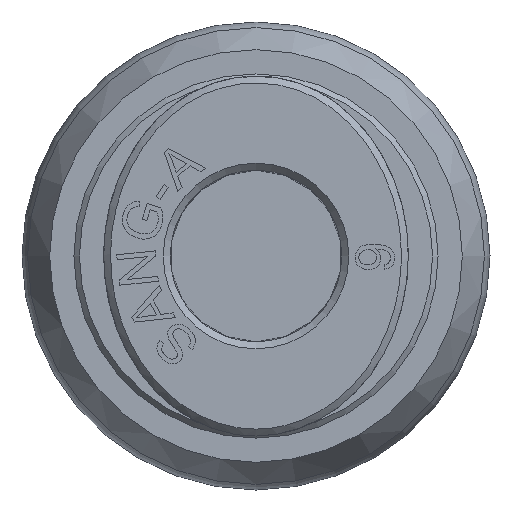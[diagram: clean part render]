
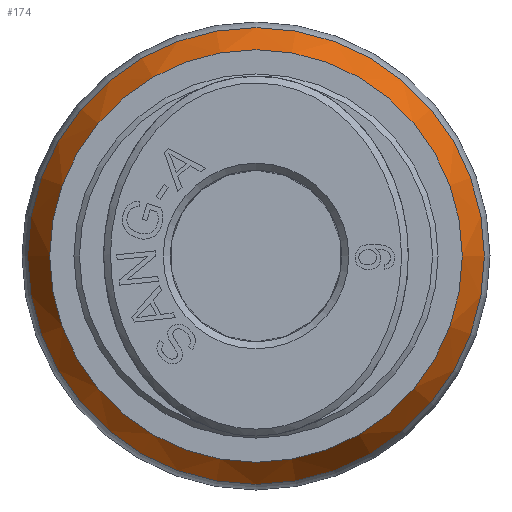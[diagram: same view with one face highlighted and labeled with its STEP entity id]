
A CAD part, left-side view. The second image highlights one B-rep face of the part: STEP entity #174.
In plain terms, the highlighted conical face has half-angle 25.989 degrees and reference radius 7.475 mm.
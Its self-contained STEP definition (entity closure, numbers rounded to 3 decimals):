
#123=CARTESIAN_POINT('',(-0.843,6.601,0.));
#124=VERTEX_POINT('',#123);
#125=CARTESIAN_POINT('',(-0.843,0.0,0.));
#126=DIRECTION('',(-1.0,0.0,0.0));
#127=DIRECTION('',(0.0,-1.0,0.0));
#128=AXIS2_PLACEMENT_3D('',#125,#126,#127);
#129=CIRCLE('',#128,6.601);
#130=EDGE_CURVE('',#124,#124,#129,.T.);
#155=CARTESIAN_POINT('',(0.95,0.0,0.0));
#156=DIRECTION('',(1.0,0.0,0.0));
#157=DIRECTION('',(0.0,1.0,0.0));
#158=AXIS2_PLACEMENT_3D('',#155,#156,#157);
#159=CONICAL_SURFACE('',#158,7.475,25.989);
#160=CARTESIAN_POINT('',(2.535,8.248,0.0));
#161=VERTEX_POINT('',#160);
#162=CARTESIAN_POINT('',(2.535,0.0,0.));
#163=DIRECTION('',(1.0,0.0,0.0));
#164=DIRECTION('',(0.0,-1.0,0.0));
#165=AXIS2_PLACEMENT_3D('',#162,#163,#164);
#166=CIRCLE('',#165,8.248);
#167=EDGE_CURVE('',#161,#161,#166,.T.);
#168=ORIENTED_EDGE('',*,*,#167,.F.);
#169=EDGE_LOOP('',(#168));
#170=FACE_OUTER_BOUND('',#169,.T.);
#171=ORIENTED_EDGE('',*,*,#130,.F.);
#172=EDGE_LOOP('',(#171));
#173=FACE_BOUND('',#172,.T.);
#174=ADVANCED_FACE('',(#170,#173),#159,.T.);
